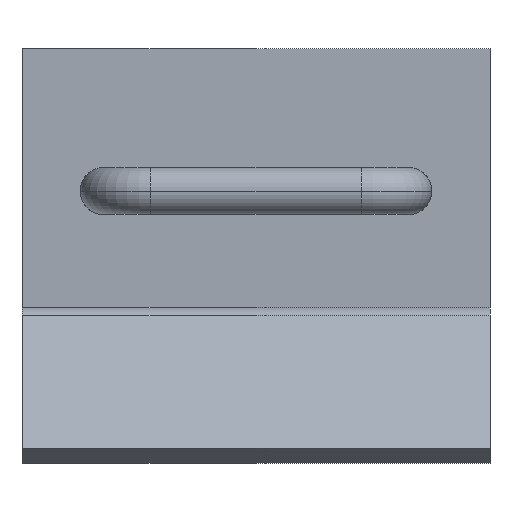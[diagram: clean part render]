
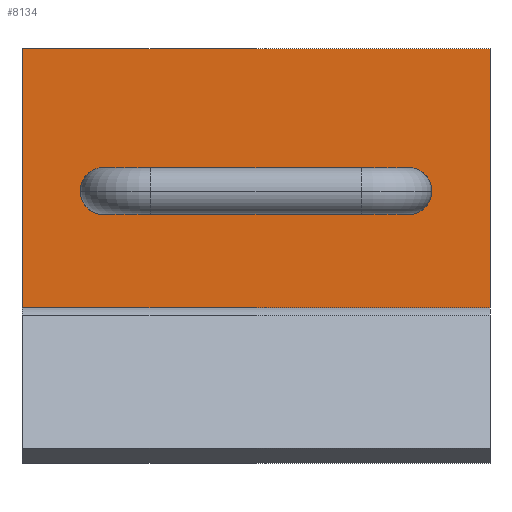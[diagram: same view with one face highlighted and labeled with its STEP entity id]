
A CAD part, front view. The second image highlights one B-rep face of the part: STEP entity #8134.
In plain terms, the highlighted planar face has unit normal (0, -1, 0).
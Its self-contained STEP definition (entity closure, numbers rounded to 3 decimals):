
#1031 = VERTEX_POINT ( 'NONE', #16478 ) ;
#1306 = DIRECTION ( 'NONE',  ( 0., 0., -1. ) ) ;
#2038 = CIRCLE ( 'NONE', #4175, 4.05 ) ;
#2625 = DIRECTION ( 'NONE',  ( 0., 0., 1. ) ) ;
#2812 = AXIS2_PLACEMENT_3D ( 'NONE', #5947, #4187, #19066 ) ;
#2829 = VECTOR ( 'NONE', #1306, 1000. ) ;
#2944 = EDGE_CURVE ( 'NONE', #15937, #1031, #5495, .T. ) ;
#3385 = CARTESIAN_POINT ( 'NONE',  ( -26., 64.874, 0. ) ) ;
#3492 = ORIENTED_EDGE ( 'NONE', *, *, #2944, .T. ) ;
#3679 = AXIS2_PLACEMENT_3D ( 'NONE', #16130, #7391, #2625 ) ;
#3708 = CARTESIAN_POINT ( 'NONE',  ( 40., 64.874, 24.325 ) ) ;
#3751 = ORIENTED_EDGE ( 'NONE', *, *, #10577, .T. ) ;
#3868 = VERTEX_POINT ( 'NONE', #9919 ) ;
#3881 = EDGE_CURVE ( 'NONE', #3868, #8779, #6474, .T. ) ;
#4175 = AXIS2_PLACEMENT_3D ( 'NONE', #14020, #17328, #5277 ) ;
#4187 = DIRECTION ( 'NONE',  ( 0., 1., 0. ) ) ;
#4262 = ORIENTED_EDGE ( 'NONE', *, *, #9446, .T. ) ;
#4455 = PLANE ( 'NONE',  #8983 ) ;
#4794 = EDGE_CURVE ( 'NONE', #13404, #8868, #17049, .T. ) ;
#5046 = CARTESIAN_POINT ( 'NONE',  ( 40., 64.874, -19.977 ) ) ;
#5277 = DIRECTION ( 'NONE',  ( 0., 0., 1. ) ) ;
#5361 = ORIENTED_EDGE ( 'NONE', *, *, #13799, .T. ) ;
#5495 = LINE ( 'NONE', #12767, #2829 ) ;
#5737 = ORIENTED_EDGE ( 'NONE', *, *, #3881, .T. ) ;
#5926 = DIRECTION ( 'NONE',  ( 0., 0., 1. ) ) ;
#5947 = CARTESIAN_POINT ( 'NONE',  ( 26., 64.874, 0. ) ) ;
#6091 = EDGE_CURVE ( 'NONE', #10965, #7978, #2038, .T. ) ;
#6474 = CIRCLE ( 'NONE', #3679, 4.05 ) ;
#7391 = DIRECTION ( 'NONE',  ( 0., 1., 0. ) ) ;
#7784 = LINE ( 'NONE', #5046, #11129 ) ;
#7978 = VERTEX_POINT ( 'NONE', #11166 ) ;
#8134 = ADVANCED_FACE ( 'NONE', ( #17294, #16320, #11557 ), #4455, .F. ) ;
#8242 = CARTESIAN_POINT ( 'NONE',  ( 40., 64.874, -19.977 ) ) ;
#8779 = VERTEX_POINT ( 'NONE', #14061 ) ;
#8868 = VERTEX_POINT ( 'NONE', #8242 ) ;
#8983 = AXIS2_PLACEMENT_3D ( 'NONE', #11937, #10486, #5926 ) ;
#9338 = EDGE_LOOP ( 'NONE', ( #3492, #17355, #14749, #4262 ) ) ;
#9446 = EDGE_CURVE ( 'NONE', #13404, #15937, #12462, .T. ) ;
#9609 = DIRECTION ( 'NONE',  ( 0., 0., 1. ) ) ;
#9675 = CARTESIAN_POINT ( 'NONE',  ( 40., 64.874, 24.325 ) ) ;
#9919 = CARTESIAN_POINT ( 'NONE',  ( 26., 64.874, 4.05 ) ) ;
#10486 = DIRECTION ( 'NONE',  ( 0., 1., 0. ) ) ;
#10522 = EDGE_LOOP ( 'NONE', ( #3751, #18076 ) ) ;
#10577 = EDGE_CURVE ( 'NONE', #7978, #10965, #14894, .T. ) ;
#10596 = DIRECTION ( 'NONE',  ( -1., 0., 0. ) ) ;
#10965 = VERTEX_POINT ( 'NONE', #17179 ) ;
#11129 = VECTOR ( 'NONE', #10596, 1000. ) ;
#11166 = CARTESIAN_POINT ( 'NONE',  ( -26., 64.874, 4.05 ) ) ;
#11557 = FACE_OUTER_BOUND ( 'NONE', #9338, .T. ) ;
#11937 = CARTESIAN_POINT ( 'NONE',  ( 40., 64.874, 24.325 ) ) ;
#12140 = DIRECTION ( 'NONE',  ( 0., 1., 0. ) ) ;
#12269 = DIRECTION ( 'NONE',  ( -1., 0., 0. ) ) ;
#12462 = LINE ( 'NONE', #3708, #17056 ) ;
#12767 = CARTESIAN_POINT ( 'NONE',  ( -40., 64.874, 24.325 ) ) ;
#13404 = VERTEX_POINT ( 'NONE', #17594 ) ;
#13799 = EDGE_CURVE ( 'NONE', #8779, #3868, #15536, .T. ) ;
#14020 = CARTESIAN_POINT ( 'NONE',  ( -26., 64.874, 0. ) ) ;
#14061 = CARTESIAN_POINT ( 'NONE',  ( 26., 64.874, -4.05 ) ) ;
#14749 = ORIENTED_EDGE ( 'NONE', *, *, #4794, .F. ) ;
#14894 = CIRCLE ( 'NONE', #17383, 4.05 ) ;
#15536 = CIRCLE ( 'NONE', #2812, 4.05 ) ;
#15597 = DIRECTION ( 'NONE',  ( 0., 0., -1. ) ) ;
#15852 = VECTOR ( 'NONE', #15597, 1000. ) ;
#15937 = VERTEX_POINT ( 'NONE', #16239 ) ;
#16130 = CARTESIAN_POINT ( 'NONE',  ( 26., 64.874, 0. ) ) ;
#16239 = CARTESIAN_POINT ( 'NONE',  ( -40., 64.874, 24.325 ) ) ;
#16320 = FACE_BOUND ( 'NONE', #19172, .T. ) ;
#16478 = CARTESIAN_POINT ( 'NONE',  ( -40., 64.874, -19.977 ) ) ;
#17049 = LINE ( 'NONE', #9675, #15852 ) ;
#17056 = VECTOR ( 'NONE', #12269, 1000. ) ;
#17179 = CARTESIAN_POINT ( 'NONE',  ( -26., 64.874, -4.05 ) ) ;
#17294 = FACE_BOUND ( 'NONE', #10522, .T. ) ;
#17328 = DIRECTION ( 'NONE',  ( 0., 1., 0. ) ) ;
#17355 = ORIENTED_EDGE ( 'NONE', *, *, #18078, .F. ) ;
#17383 = AXIS2_PLACEMENT_3D ( 'NONE', #3385, #12140, #9609 ) ;
#17594 = CARTESIAN_POINT ( 'NONE',  ( 40., 64.874, 24.325 ) ) ;
#18076 = ORIENTED_EDGE ( 'NONE', *, *, #6091, .T. ) ;
#18078 = EDGE_CURVE ( 'NONE', #8868, #1031, #7784, .T. ) ;
#19066 = DIRECTION ( 'NONE',  ( 0., 0., 1. ) ) ;
#19172 = EDGE_LOOP ( 'NONE', ( #5737, #5361 ) ) ;
